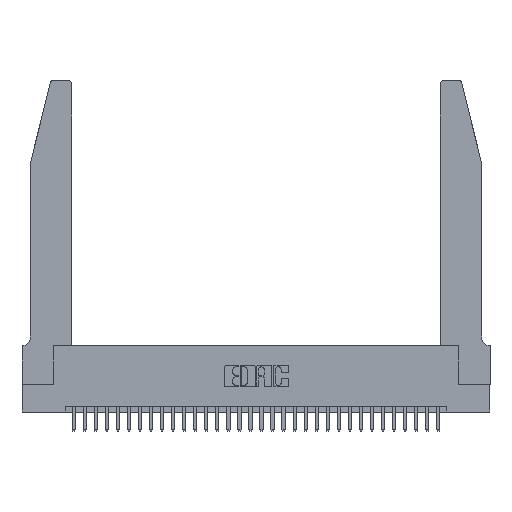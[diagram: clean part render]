
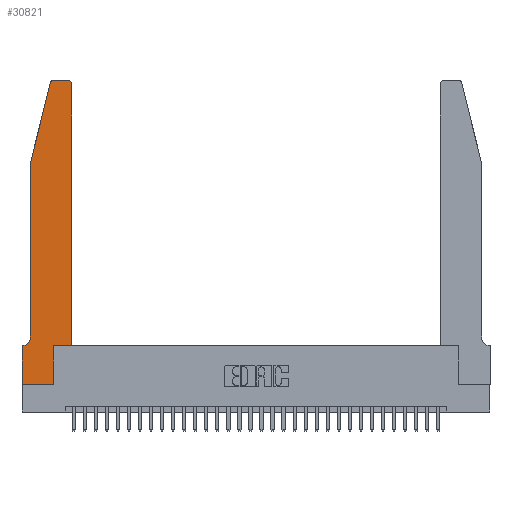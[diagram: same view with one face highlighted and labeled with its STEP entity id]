
A CAD part, top view. The second image highlights one B-rep face of the part: STEP entity #30821.
In plain terms, the highlighted planar face has unit normal (0, 0, 1).
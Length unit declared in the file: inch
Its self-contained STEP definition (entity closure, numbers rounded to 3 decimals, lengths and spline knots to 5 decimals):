
#241 = LINE ( 'NONE', #24874, #25522 ) ;
#293 = CARTESIAN_POINT ( 'NONE',  ( 0.2865, 0.35, 0.37 ) ) ;
#750 = CARTESIAN_POINT ( 'NONE',  ( 0.2865, 0.35, 0.37 ) ) ;
#1038 = VERTEX_POINT ( 'NONE', #11230 ) ;
#1722 = DIRECTION ( 'NONE',  ( -1., 0., 0. ) ) ;
#1758 = EDGE_CURVE ( 'NONE', #14217, #32104, #12175, .T. ) ;
#2219 = VERTEX_POINT ( 'NONE', #30128 ) ;
#2726 = CARTESIAN_POINT ( 'NONE',  ( 0., 0., 0.37 ) ) ;
#2824 = DIRECTION ( 'NONE',  ( -1., 0., 0. ) ) ;
#2857 = VERTEX_POINT ( 'NONE', #9367 ) ;
#2942 = CARTESIAN_POINT ( 'NONE',  ( 0.0055, 0.35, 0.37 ) ) ;
#3057 = VERTEX_POINT ( 'NONE', #25475 ) ;
#3349 = VERTEX_POINT ( 'NONE', #4803 ) ;
#4029 = EDGE_CURVE ( 'NONE', #3057, #4105, #26236, .T. ) ;
#4105 = VERTEX_POINT ( 'NONE', #6436 ) ;
#4803 = CARTESIAN_POINT ( 'NONE',  ( 0.25487, 2.72718, 0.37 ) ) ;
#5312 = EDGE_CURVE ( 'NONE', #32628, #14217, #20228, .T. ) ;
#5450 = VECTOR ( 'NONE', #2824, 39.37008 ) ;
#5525 = FACE_OUTER_BOUND ( 'NONE', #25555, .T. ) ;
#5754 = DIRECTION ( 'NONE',  ( 0., 0., 1. ) ) ;
#6195 = DIRECTION ( 'NONE',  ( 0., -1., 0. ) ) ;
#6352 = VERTEX_POINT ( 'NONE', #15911 ) ;
#6436 = CARTESIAN_POINT ( 'NONE',  ( 0.4505, 2.72, 0.37 ) ) ;
#6696 = EDGE_CURVE ( 'NONE', #32104, #2857, #31209, .T. ) ;
#6739 = DIRECTION ( 'NONE',  ( 1., 0., 0. ) ) ;
#6888 = DIRECTION ( 'NONE',  ( -0.239, -0.971, 0. ) ) ;
#9303 = CARTESIAN_POINT ( 'NONE',  ( 0.0755, 2., 0.37 ) ) ;
#9367 = CARTESIAN_POINT ( 'NONE',  ( 0., 0., 0.37 ) ) ;
#9521 = DIRECTION ( 'NONE',  ( 1., 0., 0. ) ) ;
#9580 = EDGE_CURVE ( 'NONE', #10576, #32628, #241, .T. ) ;
#9859 = CARTESIAN_POINT ( 'NONE',  ( 0.0055, 0.42, 0.37 ) ) ;
#10287 = ORIENTED_EDGE ( 'NONE', *, *, #5312, .T. ) ;
#10335 = DIRECTION ( 'NONE',  ( 1., 0., 0. ) ) ;
#10427 = EDGE_CURVE ( 'NONE', #6352, #1038, #29412, .T. ) ;
#10576 = VERTEX_POINT ( 'NONE', #16277 ) ;
#11230 = CARTESIAN_POINT ( 'NONE',  ( 0.284, 2.75, 0.37 ) ) ;
#11463 = DIRECTION ( 'NONE',  ( 0., 0., 1. ) ) ;
#11777 = LINE ( 'NONE', #29375, #30286 ) ;
#12175 = LINE ( 'NONE', #22902, #5450 ) ;
#13154 = CARTESIAN_POINT ( 'NONE',  ( 0.4205, 2.72, 0.37 ) ) ;
#13169 = ORIENTED_EDGE ( 'NONE', *, *, #10427, .T. ) ;
#13217 = VECTOR ( 'NONE', #1722, 39.37008 ) ;
#13269 = EDGE_CURVE ( 'NONE', #2857, #2219, #31892, .T. ) ;
#13270 = ORIENTED_EDGE ( 'NONE', *, *, #22998, .T. ) ;
#13458 = ORIENTED_EDGE ( 'NONE', *, *, #6696, .T. ) ;
#13950 = ORIENTED_EDGE ( 'NONE', *, *, #17635, .T. ) ;
#13989 = CARTESIAN_POINT ( 'NONE',  ( 0.284, 2.72, 0.37 ) ) ;
#14101 = ORIENTED_EDGE ( 'NONE', *, *, #32587, .T. ) ;
#14217 = VERTEX_POINT ( 'NONE', #2942 ) ;
#14415 = VECTOR ( 'NONE', #21071, 39.37008 ) ;
#14605 = CARTESIAN_POINT ( 'NONE',  ( 0.0755, 0.42, 0.37 ) ) ;
#15593 = AXIS2_PLACEMENT_3D ( 'NONE', #9859, #32331, #27173 ) ;
#15911 = CARTESIAN_POINT ( 'NONE',  ( 0.4205, 2.75, 0.37 ) ) ;
#16236 = CARTESIAN_POINT ( 'NONE',  ( 0.4505, 0.35, 0.37 ) ) ;
#16277 = CARTESIAN_POINT ( 'NONE',  ( 0.0755, 2., 0.37 ) ) ;
#16431 = DIRECTION ( 'NONE',  ( 1., 0., 0. ) ) ;
#17635 = EDGE_CURVE ( 'NONE', #3349, #10576, #29258, .T. ) ;
#17825 = VECTOR ( 'NONE', #6195, 39.37008 ) ;
#18203 = VECTOR ( 'NONE', #6888, 39.37008 ) ;
#18309 = CIRCLE ( 'NONE', #32508, 0.03 ) ;
#18775 = ORIENTED_EDGE ( 'NONE', *, *, #20307, .T. ) ;
#18985 = PLANE ( 'NONE',  #26126 ) ;
#19005 = ORIENTED_EDGE ( 'NONE', *, *, #4029, .T. ) ;
#19309 = LINE ( 'NONE', #750, #27958 ) ;
#19404 = CARTESIAN_POINT ( 'NONE',  ( 0.2605, 2.75, 0.37 ) ) ;
#20228 = CIRCLE ( 'NONE', #15593, 0.07 ) ;
#20307 = EDGE_CURVE ( 'NONE', #2219, #24124, #19309, .T. ) ;
#20485 = EDGE_CURVE ( 'NONE', #1038, #3349, #24848, .T. ) ;
#21071 = DIRECTION ( 'NONE',  ( 0., 1., 0. ) ) ;
#21415 = CARTESIAN_POINT ( 'NONE',  ( 0., 0., 0.37 ) ) ;
#21816 = CARTESIAN_POINT ( 'NONE',  ( 0., 0.35, 0.37 ) ) ;
#22535 = AXIS2_PLACEMENT_3D ( 'NONE', #13989, #28982, #16431 ) ;
#22902 = CARTESIAN_POINT ( 'NONE',  ( 0.0755, 0.35, 0.37 ) ) ;
#22998 = EDGE_CURVE ( 'NONE', #4105, #6352, #18309, .T. ) ;
#24124 = VERTEX_POINT ( 'NONE', #293 ) ;
#24848 = CIRCLE ( 'NONE', #22535, 0.03 ) ;
#24874 = CARTESIAN_POINT ( 'NONE',  ( 0.0755, 2., 0.37 ) ) ;
#25150 = DIRECTION ( 'NONE',  ( 0., 1., 0. ) ) ;
#25475 = CARTESIAN_POINT ( 'NONE',  ( 0.4505, 0.35, 0.37 ) ) ;
#25522 = VECTOR ( 'NONE', #27177, 39.37008 ) ;
#25555 = EDGE_LOOP ( 'NONE', ( #13169, #28956, #13950, #25746, #10287, #28297, #13458, #32534, #18775, #14101, #19005, #13270 ) ) ;
#25746 = ORIENTED_EDGE ( 'NONE', *, *, #9580, .T. ) ;
#25989 = VECTOR ( 'NONE', #10335, 39.37008 ) ;
#26126 = AXIS2_PLACEMENT_3D ( 'NONE', #21816, #11463, #6739 ) ;
#26236 = LINE ( 'NONE', #16236, #14415 ) ;
#26413 = DIRECTION ( 'NONE',  ( 1., 0., 0. ) ) ;
#27173 = DIRECTION ( 'NONE',  ( -1., 0., 0. ) ) ;
#27177 = DIRECTION ( 'NONE',  ( 0., -1., 0. ) ) ;
#27958 = VECTOR ( 'NONE', #25150, 39.37008 ) ;
#28297 = ORIENTED_EDGE ( 'NONE', *, *, #1758, .T. ) ;
#28956 = ORIENTED_EDGE ( 'NONE', *, *, #20485, .T. ) ;
#28982 = DIRECTION ( 'NONE',  ( 0., 0., 1. ) ) ;
#29258 = LINE ( 'NONE', #9303, #18203 ) ;
#29375 = CARTESIAN_POINT ( 'NONE',  ( 0.4505, 0.35, 0.37 ) ) ;
#29412 = LINE ( 'NONE', #19404, #13217 ) ;
#29717 = CARTESIAN_POINT ( 'NONE',  ( 0., 0.35, 0.37 ) ) ;
#30128 = CARTESIAN_POINT ( 'NONE',  ( 0.2865, 0., 0.37 ) ) ;
#30286 = VECTOR ( 'NONE', #9521, 39.37008 ) ;
#30821 = ADVANCED_FACE ( 'NONE', ( #5525 ), #18985, .T. ) ;
#31209 = LINE ( 'NONE', #21415, #17825 ) ;
#31892 = LINE ( 'NONE', #2726, #25989 ) ;
#32104 = VERTEX_POINT ( 'NONE', #29717 ) ;
#32331 = DIRECTION ( 'NONE',  ( 0., 0., -1. ) ) ;
#32508 = AXIS2_PLACEMENT_3D ( 'NONE', #13154, #5754, #26413 ) ;
#32534 = ORIENTED_EDGE ( 'NONE', *, *, #13269, .T. ) ;
#32587 = EDGE_CURVE ( 'NONE', #24124, #3057, #11777, .T. ) ;
#32628 = VERTEX_POINT ( 'NONE', #14605 ) ;
